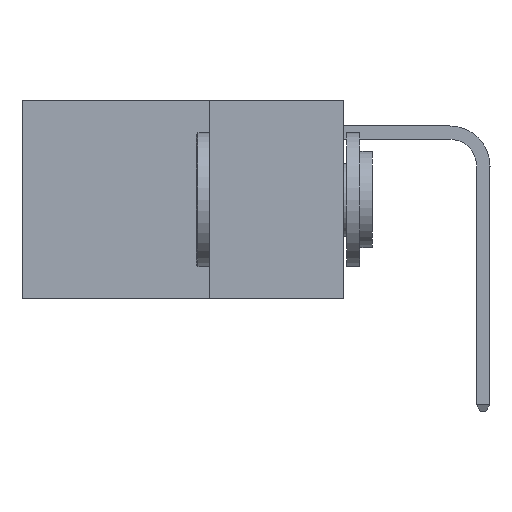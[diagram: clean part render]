
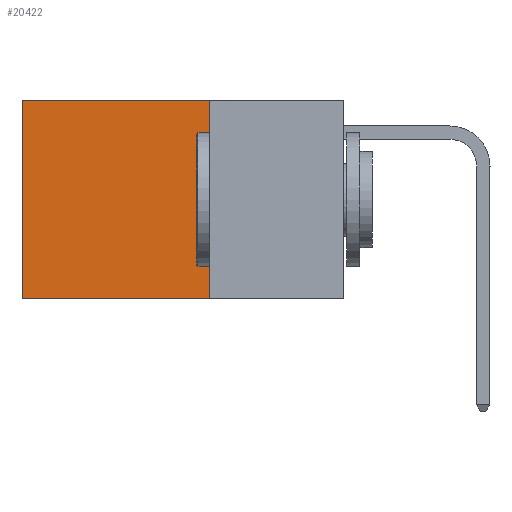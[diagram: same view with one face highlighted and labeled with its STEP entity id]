
A CAD part, left-side view. The second image highlights one B-rep face of the part: STEP entity #20422.
In plain terms, the highlighted planar face has unit normal (-1, 0, 0).
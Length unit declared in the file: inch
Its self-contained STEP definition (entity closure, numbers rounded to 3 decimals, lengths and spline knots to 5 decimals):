
#165 = EDGE_CURVE ( 'NONE', #12030, #13319, #9954, .T. ) ;
#4129 = VECTOR ( 'NONE', #8342, 39.37008 ) ;
#4386 = VECTOR ( 'NONE', #12475, 39.37008 ) ;
#5046 = DIRECTION ( 'NONE',  ( 1., 0., 0. ) ) ;
#5426 = FACE_OUTER_BOUND ( 'NONE', #11342, .T. ) ;
#5759 = LINE ( 'NONE', #16843, #4386 ) ;
#7739 = ORIENTED_EDGE ( 'NONE', *, *, #11582, .F. ) ;
#7823 = AXIS2_PLACEMENT_3D ( 'NONE', #24620, #5046, #20349 ) ;
#8342 = DIRECTION ( 'NONE',  ( 0., 1., 0. ) ) ;
#9079 = CARTESIAN_POINT ( 'NONE',  ( 0.2625, 0.6, 0. ) ) ;
#9940 = DIRECTION ( 'NONE',  ( 0., 0., -1. ) ) ;
#9954 = LINE ( 'NONE', #22909, #4129 ) ;
#10435 = CARTESIAN_POINT ( 'NONE',  ( 0.2625, 0.25, 0. ) ) ;
#11342 = EDGE_LOOP ( 'NONE', ( #17968, #26294, #7739, #16409 ) ) ;
#11582 = EDGE_CURVE ( 'NONE', #14409, #12030, #22710, .T. ) ;
#11592 = LINE ( 'NONE', #24600, #16696 ) ;
#11725 = VECTOR ( 'NONE', #9940, 39.37008 ) ;
#12030 = VERTEX_POINT ( 'NONE', #20031 ) ;
#12096 = EDGE_CURVE ( 'NONE', #14409, #26111, #11592, .T. ) ;
#12475 = DIRECTION ( 'NONE',  ( 0., 0., -1. ) ) ;
#13319 = VERTEX_POINT ( 'NONE', #24265 ) ;
#14409 = VERTEX_POINT ( 'NONE', #10435 ) ;
#16409 = ORIENTED_EDGE ( 'NONE', *, *, #12096, .T. ) ;
#16696 = VECTOR ( 'NONE', #20221, 39.37008 ) ;
#16843 = CARTESIAN_POINT ( 'NONE',  ( 0.2625, 0.6, 0. ) ) ;
#17968 = ORIENTED_EDGE ( 'NONE', *, *, #20672, .T. ) ;
#18127 = PLANE ( 'NONE',  #7823 ) ;
#20031 = CARTESIAN_POINT ( 'NONE',  ( 0.2625, 0.25, -0.37 ) ) ;
#20221 = DIRECTION ( 'NONE',  ( 0., 1., 0. ) ) ;
#20349 = DIRECTION ( 'NONE',  ( 0., 0., -1. ) ) ;
#20422 = ADVANCED_FACE ( 'NONE', ( #5426 ), #18127, .F. ) ;
#20672 = EDGE_CURVE ( 'NONE', #26111, #13319, #5759, .T. ) ;
#22710 = LINE ( 'NONE', #23043, #11725 ) ;
#22909 = CARTESIAN_POINT ( 'NONE',  ( 0.2625, 0.25, -0.37 ) ) ;
#23043 = CARTESIAN_POINT ( 'NONE',  ( 0.2625, 0.25, 0. ) ) ;
#24265 = CARTESIAN_POINT ( 'NONE',  ( 0.2625, 0.6, -0.37 ) ) ;
#24600 = CARTESIAN_POINT ( 'NONE',  ( 0.2625, 0.25, 0. ) ) ;
#24620 = CARTESIAN_POINT ( 'NONE',  ( 0.2625, 0.25, 0. ) ) ;
#26111 = VERTEX_POINT ( 'NONE', #9079 ) ;
#26294 = ORIENTED_EDGE ( 'NONE', *, *, #165, .F. ) ;
